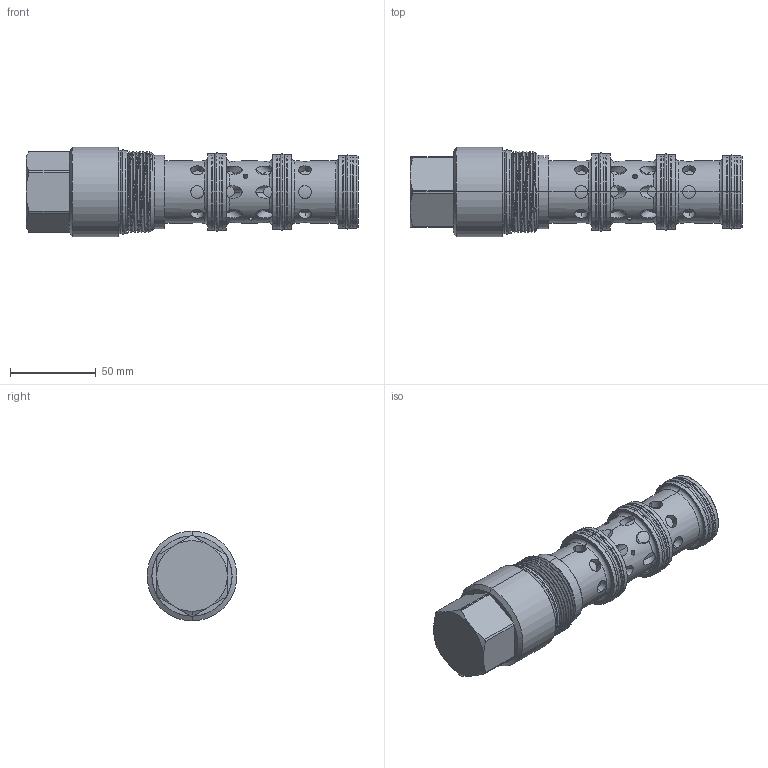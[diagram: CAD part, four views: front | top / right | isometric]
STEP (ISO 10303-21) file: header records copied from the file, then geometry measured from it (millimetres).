
FILE_DESCRIPTION (( 'STEP AP203' ), '1' );
FILE_NAME ('DQ34A41-N.STEP', '2016-05-19T06:07:53', ( '' ), ( '' ), 'SwSTEP 2.0', 'SolidWorks 2012', '' );
FILE_SCHEMA (( 'CONFIG_CONTROL_DESIGN' ));
Length unit declared in the file: millimetre
Products named in the file (1): DQ34A41-N
Bounding box: 193.78 x 52.37 x 52.37 mm (x, y, z)
Volume: 259587.4 mm3; surface area: 49982.4 mm2
Topology: 7 solids, 7 shells, 302 faces, 695 edges, 442 vertices
Faces by surface type: cylinder 193, plane 47, torus 32, cone 28, bspline 2
Entity records: 14035 total; most frequent: CARTESIAN_POINT 7381, ORIENTED_EDGE 1390, DIRECTION 1312, EDGE_CURVE 695, AXIS2_PLACEMENT_3D 556, VERTEX_POINT 442, EDGE_LOOP 349, FACE_OUTER_BOUND 302
